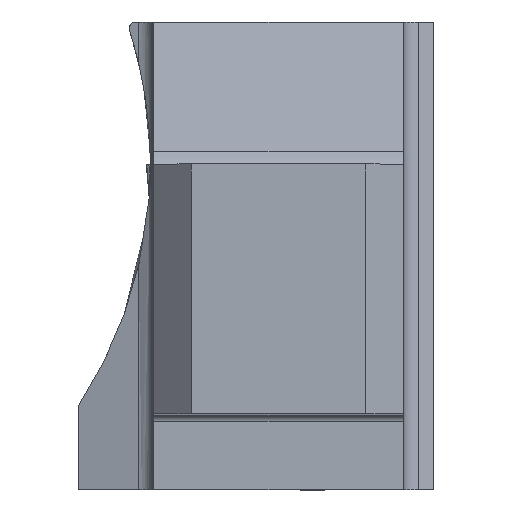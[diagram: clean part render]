
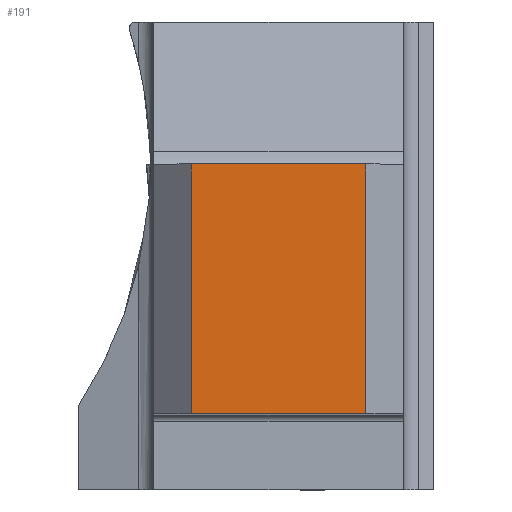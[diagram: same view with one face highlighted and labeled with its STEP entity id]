
A CAD part, top view. The second image highlights one B-rep face of the part: STEP entity #191.
In plain terms, the highlighted planar face has unit normal (0, 0, 1).
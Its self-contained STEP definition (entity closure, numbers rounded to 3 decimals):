
#191=ADVANCED_FACE('CU_BACK_SU1',(#309),#254,.F.);
#254=PLANE('',#1508);
#309=FACE_OUTER_BOUND('',#377,.T.);
#377=EDGE_LOOP('',(#546,#547,#548,#549));
#546=ORIENTED_EDGE('',*,*,#1030,.F.);
#547=ORIENTED_EDGE('',*,*,#1031,.T.);
#548=ORIENTED_EDGE('',*,*,#1032,.T.);
#549=ORIENTED_EDGE('',*,*,#1028,.F.);
#881=VERTEX_POINT('',#2198);
#882=VERTEX_POINT('',#2200);
#883=VERTEX_POINT('',#2204);
#884=VERTEX_POINT('',#2206);
#1028=EDGE_CURVE('',#881,#882,#1187,.T.);
#1030=EDGE_CURVE('',#883,#881,#1189,.T.);
#1031=EDGE_CURVE('',#883,#884,#1190,.T.);
#1032=EDGE_CURVE('',#884,#882,#1191,.T.);
#1187=LINE('',#2199,#1322);
#1189=LINE('',#2203,#1324);
#1190=LINE('',#2205,#1325);
#1191=LINE('',#2207,#1326);
#1322=VECTOR('',#1717,1.);
#1324=VECTOR('',#1721,1.);
#1325=VECTOR('',#1722,1.);
#1326=VECTOR('',#1723,1.);
#1508=AXIS2_PLACEMENT_3D('',#2208,#1724,#1725);
#1717=DIRECTION('',(1.,0.,0.));
#1721=DIRECTION('',(0.,1.,0.));
#1722=DIRECTION('',(1.,0.,0.));
#1723=DIRECTION('',(0.,1.,0.));
#1724=DIRECTION('',(0.,0.,-1.));
#1725=DIRECTION('',(-1.,0.,0.));
#2198=CARTESIAN_POINT('',(-16.925,19.925,0.));
#2199=CARTESIAN_POINT('',(-110.,19.925,0.));
#2200=CARTESIAN_POINT('',(-3.,19.925,0.));
#2203=CARTESIAN_POINT('',(-16.925,0.,0.));
#2204=CARTESIAN_POINT('',(-16.925,0.,0.));
#2205=CARTESIAN_POINT('',(-110.,0.,0.));
#2206=CARTESIAN_POINT('',(-3.,0.,0.));
#2207=CARTESIAN_POINT('',(-3.,0.,0.));
#2208=CARTESIAN_POINT('',(22.996,39.925,0.));
